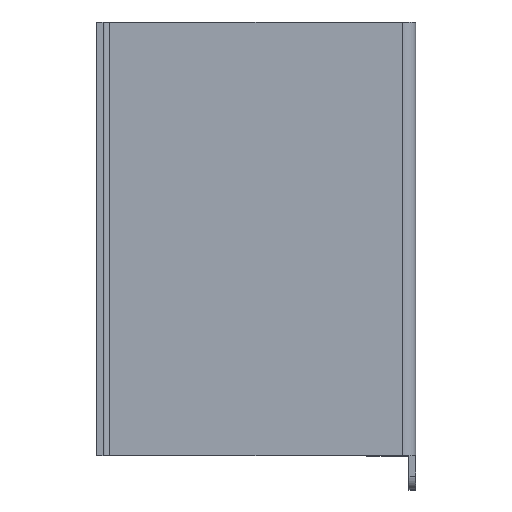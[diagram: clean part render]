
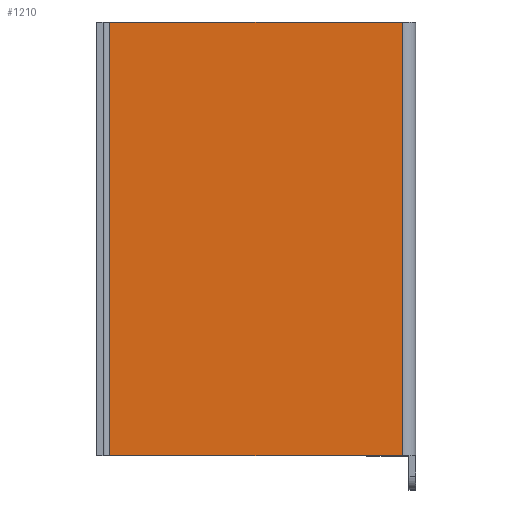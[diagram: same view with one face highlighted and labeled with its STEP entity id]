
A CAD part, top view. The second image highlights one B-rep face of the part: STEP entity #1210.
In plain terms, the highlighted planar face has unit normal (0, 0, 1).
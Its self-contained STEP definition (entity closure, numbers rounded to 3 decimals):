
#147=FACE_OUTER_BOUND('',#217,.T.);
#217=EDGE_LOOP('',(#988,#989,#990,#991));
#338=LINE('',#2006,#459);
#340=LINE('',#2012,#461);
#341=LINE('',#2014,#462);
#342=LINE('',#2015,#463);
#459=VECTOR('',#1633,10.);
#461=VECTOR('',#1639,10.);
#462=VECTOR('',#1640,10.);
#463=VECTOR('',#1641,10.);
#583=VERTEX_POINT('',#2003);
#584=VERTEX_POINT('',#2005);
#586=VERTEX_POINT('',#2011);
#587=VERTEX_POINT('',#2013);
#733=EDGE_CURVE('',#583,#584,#338,.T.);
#736=EDGE_CURVE('',#586,#583,#340,.T.);
#737=EDGE_CURVE('',#587,#586,#341,.T.);
#738=EDGE_CURVE('',#587,#584,#342,.T.);
#988=ORIENTED_EDGE('',*,*,#733,.F.);
#989=ORIENTED_EDGE('',*,*,#736,.F.);
#990=ORIENTED_EDGE('',*,*,#737,.F.);
#991=ORIENTED_EDGE('',*,*,#738,.T.);
#1148=PLANE('',#1335);
#1210=ADVANCED_FACE('',(#147),#1148,.T.);
#1335=AXIS2_PLACEMENT_3D('',#2010,#1637,#1638);
#1633=DIRECTION('',(0.,1.,0.));
#1637=DIRECTION('center_axis',(0.,0.,1.));
#1638=DIRECTION('ref_axis',(-1.,0.,0.));
#1639=DIRECTION('',(-1.,0.,0.));
#1640=DIRECTION('',(0.,-1.,0.));
#1641=DIRECTION('',(-1.,0.,0.));
#2003=CARTESIAN_POINT('',(5.6,277.,79.));
#2005=CARTESIAN_POINT('',(5.6,380.,79.));
#2006=CARTESIAN_POINT('',(5.6,380.,79.));
#2010=CARTESIAN_POINT('Origin',(76.65,380.,79.));
#2011=CARTESIAN_POINT('',(75.05,277.,79.));
#2012=CARTESIAN_POINT('',(76.65,277.,79.));
#2013=CARTESIAN_POINT('',(75.05,380.,79.));
#2014=CARTESIAN_POINT('',(75.05,380.,79.));
#2015=CARTESIAN_POINT('',(76.65,380.,79.));
